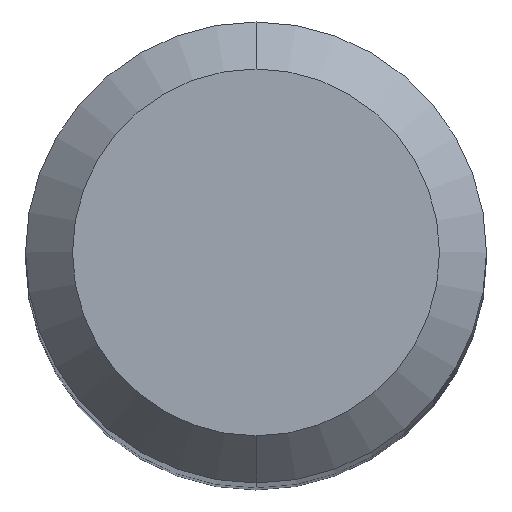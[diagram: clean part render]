
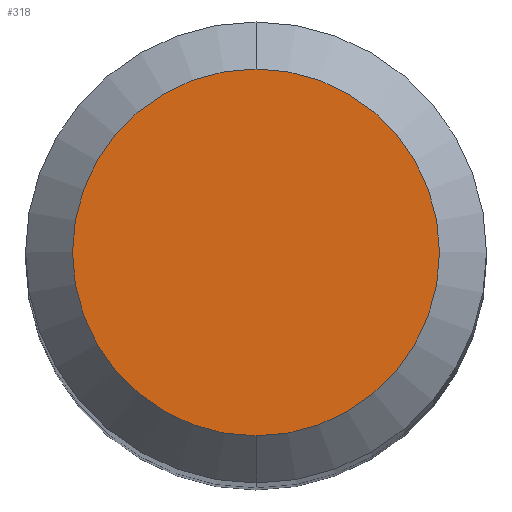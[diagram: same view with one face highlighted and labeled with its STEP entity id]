
A CAD part, top view. The second image highlights one B-rep face of the part: STEP entity #318.
In plain terms, the highlighted planar face has unit normal (0, 0, 1).
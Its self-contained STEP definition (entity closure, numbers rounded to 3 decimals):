
#20 = DIRECTION ( 'NONE',  ( 0., 1., 0. ) ) ;
#46 = PLANE ( 'NONE',  #61 ) ;
#49 = DIRECTION ( 'NONE',  ( 0., 0., -1. ) ) ;
#61 = AXIS2_PLACEMENT_3D ( 'NONE', #120, #227, #94 ) ;
#94 = DIRECTION ( 'NONE',  ( 0., 1., 0. ) ) ;
#99 = AXIS2_PLACEMENT_3D ( 'NONE', #151, #49, #20 ) ;
#108 = ORIENTED_EDGE ( 'NONE', *, *, #190, .F. ) ;
#115 = AXIS2_PLACEMENT_3D ( 'NONE', #334, #201, #171 ) ;
#120 = CARTESIAN_POINT ( 'NONE',  ( 0., 0., 89. ) ) ;
#128 = EDGE_LOOP ( 'NONE', ( #296, #108 ) ) ;
#147 = CARTESIAN_POINT ( 'NONE',  ( 0., 3.9, 89. ) ) ;
#151 = CARTESIAN_POINT ( 'NONE',  ( 0., 0., 89. ) ) ;
#161 = VERTEX_POINT ( 'NONE', #281 ) ;
#171 = DIRECTION ( 'NONE',  ( 0., 1., 0. ) ) ;
#190 = EDGE_CURVE ( 'NONE', #161, #254, #252, .T. ) ;
#201 = DIRECTION ( 'NONE',  ( 0., 0., -1. ) ) ;
#204 = EDGE_CURVE ( 'NONE', #254, #161, #222, .T. ) ;
#222 = CIRCLE ( 'NONE', #99, 3.9 ) ;
#227 = DIRECTION ( 'NONE',  ( 0., 0., -1. ) ) ;
#252 = CIRCLE ( 'NONE', #115, 3.9 ) ;
#254 = VERTEX_POINT ( 'NONE', #147 ) ;
#281 = CARTESIAN_POINT ( 'NONE',  ( 0., -3.9, 89. ) ) ;
#296 = ORIENTED_EDGE ( 'NONE', *, *, #204, .F. ) ;
#318 = ADVANCED_FACE ( 'NONE', ( #330 ), #46, .F. ) ;
#330 = FACE_OUTER_BOUND ( 'NONE', #128, .T. ) ;
#334 = CARTESIAN_POINT ( 'NONE',  ( 0., 0., 89. ) ) ;
